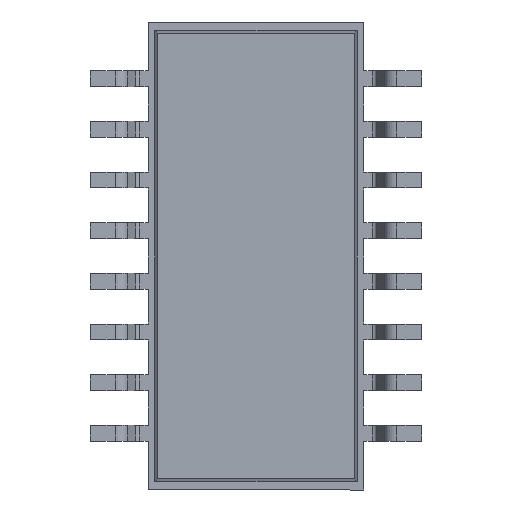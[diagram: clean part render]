
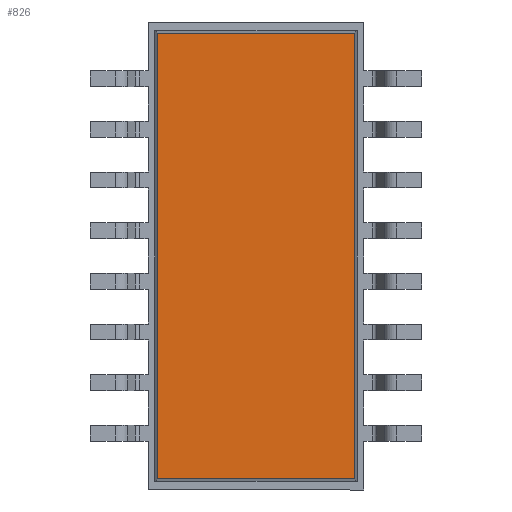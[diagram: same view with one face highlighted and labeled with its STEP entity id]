
A CAD part, front view. The second image highlights one B-rep face of the part: STEP entity #826.
In plain terms, the highlighted planar face has unit normal (0, -1, 0).
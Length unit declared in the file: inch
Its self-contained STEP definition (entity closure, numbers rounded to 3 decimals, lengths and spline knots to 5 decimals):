
#80 = VERTEX_POINT ( 'NONE', #13889 ) ;
#826 = ADVANCED_FACE ( 'NONE', ( #4974 ), #8562, .T. ) ;
#884 = VECTOR ( 'NONE', #1493, 39.37008 ) ;
#1493 = DIRECTION ( 'NONE',  ( 0., 0., -1. ) ) ;
#2045 = CARTESIAN_POINT ( 'NONE',  ( 0.28366, 0.06299, 0.02657 ) ) ;
#2391 = LINE ( 'NONE', #11482, #12500 ) ;
#2563 = LINE ( 'NONE', #14225, #884 ) ;
#3224 = VERTEX_POINT ( 'NONE', #2045 ) ;
#3382 = EDGE_CURVE ( 'NONE', #3224, #13479, #5369, .T. ) ;
#3498 = CARTESIAN_POINT ( 'NONE',  ( 0.47815, 0.06299, 0.02657 ) ) ;
#4012 = ORIENTED_EDGE ( 'NONE', *, *, #8504, .F. ) ;
#4153 = CARTESIAN_POINT ( 'NONE',  ( 0.28366, 0.06299, 0.02657 ) ) ;
#4974 = FACE_OUTER_BOUND ( 'NONE', #5320, .T. ) ;
#5234 = ORIENTED_EDGE ( 'NONE', *, *, #10372, .T. ) ;
#5320 = EDGE_LOOP ( 'NONE', ( #12939, #5234, #4012, #10108 ) ) ;
#5369 = LINE ( 'NONE', #4153, #7382 ) ;
#6250 = EDGE_CURVE ( 'NONE', #3224, #11200, #2563, .T. ) ;
#7382 = VECTOR ( 'NONE', #14354, 39.37008 ) ;
#7515 = AXIS2_PLACEMENT_3D ( 'NONE', #9636, #14510, #11989 ) ;
#7811 = LINE ( 'NONE', #9046, #8192 ) ;
#8192 = VECTOR ( 'NONE', #11251, 39.37008 ) ;
#8504 = EDGE_CURVE ( 'NONE', #13479, #80, #2391, .T. ) ;
#8562 = PLANE ( 'NONE',  #7515 ) ;
#9046 = CARTESIAN_POINT ( 'NONE',  ( 0.28366, 0.06299, -0.41319 ) ) ;
#9636 = CARTESIAN_POINT ( 'NONE',  ( 0.38091, 0.06299, -0.09331 ) ) ;
#10108 = ORIENTED_EDGE ( 'NONE', *, *, #3382, .F. ) ;
#10372 = EDGE_CURVE ( 'NONE', #11200, #80, #7811, .T. ) ;
#11200 = VERTEX_POINT ( 'NONE', #13791 ) ;
#11251 = DIRECTION ( 'NONE',  ( 1., 0., 0. ) ) ;
#11482 = CARTESIAN_POINT ( 'NONE',  ( 0.47815, 0.06299, 0.02657 ) ) ;
#11989 = DIRECTION ( 'NONE',  ( 0., 0., -1. ) ) ;
#12500 = VECTOR ( 'NONE', #15004, 39.37008 ) ;
#12939 = ORIENTED_EDGE ( 'NONE', *, *, #6250, .T. ) ;
#13479 = VERTEX_POINT ( 'NONE', #3498 ) ;
#13791 = CARTESIAN_POINT ( 'NONE',  ( 0.28366, 0.06299, -0.41319 ) ) ;
#13889 = CARTESIAN_POINT ( 'NONE',  ( 0.47815, 0.06299, -0.41319 ) ) ;
#14225 = CARTESIAN_POINT ( 'NONE',  ( 0.28366, 0.06299, 0.02657 ) ) ;
#14354 = DIRECTION ( 'NONE',  ( 1., 0., 0. ) ) ;
#14510 = DIRECTION ( 'NONE',  ( 0., -1., 0. ) ) ;
#15004 = DIRECTION ( 'NONE',  ( 0., 0., -1. ) ) ;
